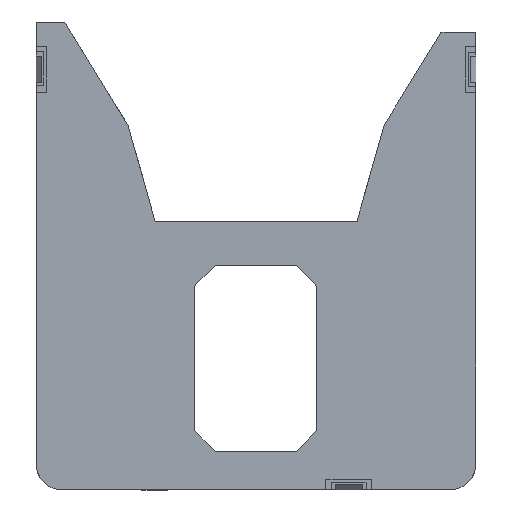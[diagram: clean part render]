
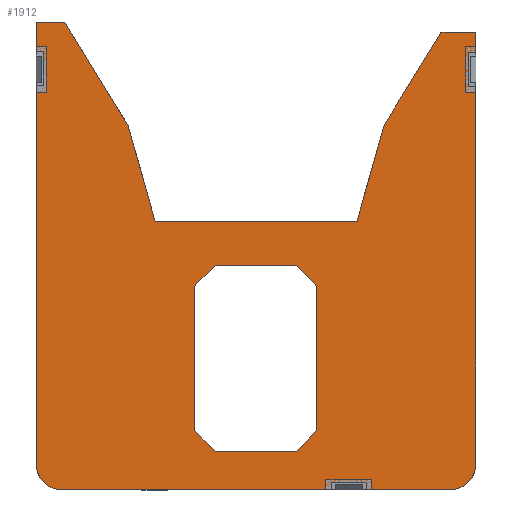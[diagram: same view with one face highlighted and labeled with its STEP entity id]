
A CAD part, top view. The second image highlights one B-rep face of the part: STEP entity #1912.
In plain terms, the highlighted planar face has unit normal (0, 0, 1).
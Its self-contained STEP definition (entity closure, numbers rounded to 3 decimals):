
#1470=CARTESIAN_POINT('',(31.721,57.495,29.5));
#1471=VERTEX_POINT('',#1470);
#1534=CARTESIAN_POINT('',(26.431,76.261,29.5));
#1535=VERTEX_POINT('',#1534);
#1542=CARTESIAN_POINT('',(31.721,57.495,29.5));
#1543=DIRECTION('',(-0.271,0.962,0.));
#1544=VECTOR('',#1543,19.498);
#1545=LINE('',#1542,#1544);
#1546=EDGE_CURVE('',#1471,#1535,#1545,.T.);
#1556=CARTESIAN_POINT('',(71.249,57.495,29.5));
#1557=VERTEX_POINT('',#1556);
#1566=CARTESIAN_POINT('',(76.536,76.268,29.5));
#1567=VERTEX_POINT('',#1566);
#1568=CARTESIAN_POINT('',(76.536,76.268,29.5));
#1569=DIRECTION('',(-0.271,-0.963,0.));
#1570=VECTOR('',#1569,19.503);
#1571=LINE('',#1568,#1570);
#1572=EDGE_CURVE('',#1567,#1557,#1571,.T.);
#1644=CARTESIAN_POINT('',(87.665,94.457,29.5));
#1645=VERTEX_POINT('',#1644);
#1661=CARTESIAN_POINT('',(87.665,94.457,29.5));
#1662=DIRECTION('',(-0.522,-0.853,0.));
#1663=VECTOR('',#1662,21.323);
#1664=LINE('',#1661,#1663);
#1665=EDGE_CURVE('',#1645,#1567,#1664,.T.);
#1670=CARTESIAN_POINT('',(-0.,0.,29.5));
#1671=DIRECTION('',(0.,0.,1.));
#1672=DIRECTION('',(1.,0.,-0.));
#1673=AXIS2_PLACEMENT_3D('',#1670,#1671,#1672);
#1674=PLANE('',#1673);
#1675=CARTESIAN_POINT('',(43.5,48.795,29.5));
#1676=VERTEX_POINT('',#1675);
#1677=CARTESIAN_POINT('',(59.4,48.795,29.5));
#1678=VERTEX_POINT('',#1677);
#1679=CARTESIAN_POINT('',(43.5,48.795,29.5));
#1680=DIRECTION('',(1.,0.,-0.));
#1681=VECTOR('',#1680,15.9);
#1682=LINE('',#1679,#1681);
#1683=EDGE_CURVE('',#1676,#1678,#1682,.T.);
#1684=ORIENTED_EDGE('',*,*,#1683,.T.);
#1685=CARTESIAN_POINT('',(63.4,44.795,29.5));
#1686=VERTEX_POINT('',#1685);
#1687=CARTESIAN_POINT('',(59.4,48.795,29.5));
#1688=DIRECTION('',(0.707,-0.707,-0.));
#1689=VECTOR('',#1688,5.657);
#1690=LINE('',#1687,#1689);
#1691=EDGE_CURVE('',#1678,#1686,#1690,.T.);
#1692=ORIENTED_EDGE('',*,*,#1691,.T.);
#1693=CARTESIAN_POINT('',(63.4,16.458,29.5));
#1694=VERTEX_POINT('',#1693);
#1695=CARTESIAN_POINT('',(63.4,44.795,29.5));
#1696=DIRECTION('',(0.,-1.,0.));
#1697=VECTOR('',#1696,28.337);
#1698=LINE('',#1695,#1697);
#1699=EDGE_CURVE('',#1686,#1694,#1698,.T.);
#1700=ORIENTED_EDGE('',*,*,#1699,.T.);
#1701=CARTESIAN_POINT('',(59.4,12.458,29.5));
#1702=VERTEX_POINT('',#1701);
#1703=CARTESIAN_POINT('',(63.4,16.458,29.5));
#1704=DIRECTION('',(-0.707,-0.707,0.));
#1705=VECTOR('',#1704,5.657);
#1706=LINE('',#1703,#1705);
#1707=EDGE_CURVE('',#1694,#1702,#1706,.T.);
#1708=ORIENTED_EDGE('',*,*,#1707,.T.);
#1709=CARTESIAN_POINT('',(43.5,12.458,29.5));
#1710=VERTEX_POINT('',#1709);
#1711=CARTESIAN_POINT('',(43.5,12.458,29.5));
#1712=DIRECTION('',(1.,0.,-0.));
#1713=VECTOR('',#1712,15.9);
#1714=LINE('',#1711,#1713);
#1715=EDGE_CURVE('',#1710,#1702,#1714,.T.);
#1716=ORIENTED_EDGE('',*,*,#1715,.F.);
#1717=CARTESIAN_POINT('',(39.5,16.458,29.5));
#1718=VERTEX_POINT('',#1717);
#1719=CARTESIAN_POINT('',(43.5,12.458,29.5));
#1720=DIRECTION('',(-0.707,0.707,0.));
#1721=VECTOR('',#1720,5.657);
#1722=LINE('',#1719,#1721);
#1723=EDGE_CURVE('',#1710,#1718,#1722,.T.);
#1724=ORIENTED_EDGE('',*,*,#1723,.T.);
#1725=CARTESIAN_POINT('',(39.5,44.795,29.5));
#1726=VERTEX_POINT('',#1725);
#1727=CARTESIAN_POINT('',(39.5,16.458,29.5));
#1728=DIRECTION('',(0.,1.,0.));
#1729=VECTOR('',#1728,28.337);
#1730=LINE('',#1727,#1729);
#1731=EDGE_CURVE('',#1718,#1726,#1730,.T.);
#1732=ORIENTED_EDGE('',*,*,#1731,.T.);
#1733=CARTESIAN_POINT('',(39.5,44.795,29.5));
#1734=DIRECTION('',(0.707,0.707,-0.));
#1735=VECTOR('',#1734,5.657);
#1736=LINE('',#1733,#1735);
#1737=EDGE_CURVE('',#1726,#1676,#1736,.T.);
#1738=ORIENTED_EDGE('',*,*,#1737,.T.);
#1739=EDGE_LOOP('',(#1684,#1692,#1700,#1708,#1716,#1724,#1732,#1738));
#1740=FACE_BOUND('',#1739,.T.);
#1741=ORIENTED_EDGE('',*,*,#1572,.T.);
#1742=CARTESIAN_POINT('',(71.249,57.495,29.5));
#1743=DIRECTION('',(-1.,0.,0.));
#1744=VECTOR('',#1743,39.528);
#1745=LINE('',#1742,#1744);
#1746=EDGE_CURVE('',#1557,#1471,#1745,.T.);
#1747=ORIENTED_EDGE('',*,*,#1746,.T.);
#1748=ORIENTED_EDGE('',*,*,#1546,.T.);
#1749=CARTESIAN_POINT('',(14.06,96.457,29.5));
#1750=VERTEX_POINT('',#1749);
#1751=CARTESIAN_POINT('',(26.431,76.261,29.5));
#1752=DIRECTION('',(-0.522,0.853,0.));
#1753=VECTOR('',#1752,23.683);
#1754=LINE('',#1751,#1753);
#1755=EDGE_CURVE('',#1535,#1750,#1754,.T.);
#1756=ORIENTED_EDGE('',*,*,#1755,.T.);
#1757=CARTESIAN_POINT('',(8.466,96.457,29.5));
#1758=VERTEX_POINT('',#1757);
#1759=CARTESIAN_POINT('',(14.06,96.457,29.5));
#1760=DIRECTION('',(-1.,0.,0.));
#1761=VECTOR('',#1760,5.594);
#1762=LINE('',#1759,#1761);
#1763=EDGE_CURVE('',#1750,#1758,#1762,.T.);
#1764=ORIENTED_EDGE('',*,*,#1763,.T.);
#1765=CARTESIAN_POINT('',(8.466,90.691,29.5));
#1766=VERTEX_POINT('',#1765);
#1767=CARTESIAN_POINT('',(8.466,96.457,29.5));
#1768=DIRECTION('',(0.,-1.,0.));
#1769=VECTOR('',#1768,5.766);
#1770=LINE('',#1767,#1769);
#1771=EDGE_CURVE('',#1758,#1766,#1770,.T.);
#1772=ORIENTED_EDGE('',*,*,#1771,.T.);
#1773=CARTESIAN_POINT('',(9.966,90.691,29.5));
#1774=VERTEX_POINT('',#1773);
#1775=CARTESIAN_POINT('',(9.966,90.691,29.5));
#1776=DIRECTION('',(-1.,0.,0.));
#1777=VECTOR('',#1776,1.5);
#1778=LINE('',#1775,#1777);
#1779=EDGE_CURVE('',#1774,#1766,#1778,.T.);
#1780=ORIENTED_EDGE('',*,*,#1779,.F.);
#1781=CARTESIAN_POINT('',(9.966,84.091,29.5));
#1782=VERTEX_POINT('',#1781);
#1783=CARTESIAN_POINT('',(9.966,90.691,29.5));
#1784=DIRECTION('',(0.,-1.,0.));
#1785=VECTOR('',#1784,6.6);
#1786=LINE('',#1783,#1785);
#1787=EDGE_CURVE('',#1774,#1782,#1786,.T.);
#1788=ORIENTED_EDGE('',*,*,#1787,.T.);
#1789=CARTESIAN_POINT('',(8.466,84.091,29.5));
#1790=VERTEX_POINT('',#1789);
#1791=CARTESIAN_POINT('',(9.966,84.091,29.5));
#1792=DIRECTION('',(-1.,0.,0.));
#1793=VECTOR('',#1792,1.5);
#1794=LINE('',#1791,#1793);
#1795=EDGE_CURVE('',#1782,#1790,#1794,.T.);
#1796=ORIENTED_EDGE('',*,*,#1795,.T.);
#1797=CARTESIAN_POINT('',(8.466,9.927,29.5));
#1798=VERTEX_POINT('',#1797);
#1799=CARTESIAN_POINT('',(8.466,84.091,29.5));
#1800=DIRECTION('',(0.,-1.,0.));
#1801=VECTOR('',#1800,74.164);
#1802=LINE('',#1799,#1801);
#1803=EDGE_CURVE('',#1790,#1798,#1802,.T.);
#1804=ORIENTED_EDGE('',*,*,#1803,.T.);
#1805=CARTESIAN_POINT('',(13.466,4.927,29.5));
#1806=VERTEX_POINT('',#1805);
#1807=CARTESIAN_POINT('',(13.466,9.927,29.5));
#1808=DIRECTION('',(0.,0.,1.));
#1809=DIRECTION('',(1.,0.,-0.));
#1810=AXIS2_PLACEMENT_3D('',#1807,#1808,#1809);
#1811=CIRCLE('',#1810,5.);
#1812=EDGE_CURVE('',#1798,#1806,#1811,.T.);
#1813=ORIENTED_EDGE('',*,*,#1812,.T.);
#1814=CARTESIAN_POINT('',(66.3,4.927,29.5));
#1815=VERTEX_POINT('',#1814);
#1816=CARTESIAN_POINT('',(13.466,4.927,29.5));
#1817=DIRECTION('',(1.,0.,-0.));
#1818=VECTOR('',#1817,52.834);
#1819=LINE('',#1816,#1818);
#1820=EDGE_CURVE('',#1806,#1815,#1819,.T.);
#1821=ORIENTED_EDGE('',*,*,#1820,.T.);
#1822=CARTESIAN_POINT('',(66.3,6.427,29.5));
#1823=VERTEX_POINT('',#1822);
#1824=CARTESIAN_POINT('',(66.3,6.427,29.5));
#1825=DIRECTION('',(-0.,-1.,0.));
#1826=VECTOR('',#1825,1.5);
#1827=LINE('',#1824,#1826);
#1828=EDGE_CURVE('',#1823,#1815,#1827,.T.);
#1829=ORIENTED_EDGE('',*,*,#1828,.F.);
#1830=CARTESIAN_POINT('',(73.,6.427,29.5));
#1831=VERTEX_POINT('',#1830);
#1832=CARTESIAN_POINT('',(66.3,6.427,29.5));
#1833=DIRECTION('',(1.,-0.,-0.));
#1834=VECTOR('',#1833,6.7);
#1835=LINE('',#1832,#1834);
#1836=EDGE_CURVE('',#1823,#1831,#1835,.T.);
#1837=ORIENTED_EDGE('',*,*,#1836,.T.);
#1838=CARTESIAN_POINT('',(73.,4.927,29.5));
#1839=VERTEX_POINT('',#1838);
#1840=CARTESIAN_POINT('',(73.,4.927,29.5));
#1841=DIRECTION('',(0.,1.,-0.));
#1842=VECTOR('',#1841,1.5);
#1843=LINE('',#1840,#1842);
#1844=EDGE_CURVE('',#1839,#1831,#1843,.T.);
#1845=ORIENTED_EDGE('',*,*,#1844,.F.);
#1846=CARTESIAN_POINT('',(89.482,4.927,29.5));
#1847=VERTEX_POINT('',#1846);
#1848=CARTESIAN_POINT('',(73.,4.927,29.5));
#1849=DIRECTION('',(1.,0.,-0.));
#1850=VECTOR('',#1849,16.482);
#1851=LINE('',#1848,#1850);
#1852=EDGE_CURVE('',#1839,#1847,#1851,.T.);
#1853=ORIENTED_EDGE('',*,*,#1852,.T.);
#1854=CARTESIAN_POINT('',(94.482,9.927,29.5));
#1855=VERTEX_POINT('',#1854);
#1856=CARTESIAN_POINT('',(89.482,9.927,29.5));
#1857=DIRECTION('',(0.,0.,1.));
#1858=DIRECTION('',(1.,0.,-0.));
#1859=AXIS2_PLACEMENT_3D('',#1856,#1857,#1858);
#1860=CIRCLE('',#1859,5.);
#1861=EDGE_CURVE('',#1847,#1855,#1860,.T.);
#1862=ORIENTED_EDGE('',*,*,#1861,.T.);
#1863=CARTESIAN_POINT('',(94.482,83.857,29.5));
#1864=VERTEX_POINT('',#1863);
#1865=CARTESIAN_POINT('',(94.482,9.927,29.5));
#1866=DIRECTION('',(0.,1.,0.));
#1867=VECTOR('',#1866,73.929);
#1868=LINE('',#1865,#1867);
#1869=EDGE_CURVE('',#1855,#1864,#1868,.T.);
#1870=ORIENTED_EDGE('',*,*,#1869,.T.);
#1871=CARTESIAN_POINT('',(92.982,83.857,29.5));
#1872=VERTEX_POINT('',#1871);
#1873=CARTESIAN_POINT('',(92.982,83.857,29.5));
#1874=DIRECTION('',(1.,-0.,-0.));
#1875=VECTOR('',#1874,1.5);
#1876=LINE('',#1873,#1875);
#1877=EDGE_CURVE('',#1872,#1864,#1876,.T.);
#1878=ORIENTED_EDGE('',*,*,#1877,.F.);
#1879=CARTESIAN_POINT('',(92.982,90.557,29.5));
#1880=VERTEX_POINT('',#1879);
#1881=CARTESIAN_POINT('',(92.982,83.857,29.5));
#1882=DIRECTION('',(0.,1.,-0.));
#1883=VECTOR('',#1882,6.7);
#1884=LINE('',#1881,#1883);
#1885=EDGE_CURVE('',#1872,#1880,#1884,.T.);
#1886=ORIENTED_EDGE('',*,*,#1885,.T.);
#1887=CARTESIAN_POINT('',(94.482,90.557,29.5));
#1888=VERTEX_POINT('',#1887);
#1889=CARTESIAN_POINT('',(92.982,90.557,29.5));
#1890=DIRECTION('',(1.,-0.,-0.));
#1891=VECTOR('',#1890,1.5);
#1892=LINE('',#1889,#1891);
#1893=EDGE_CURVE('',#1880,#1888,#1892,.T.);
#1894=ORIENTED_EDGE('',*,*,#1893,.T.);
#1895=CARTESIAN_POINT('',(94.482,94.457,29.5));
#1896=VERTEX_POINT('',#1895);
#1897=CARTESIAN_POINT('',(94.482,90.557,29.5));
#1898=DIRECTION('',(0.,1.,0.));
#1899=VECTOR('',#1898,3.9);
#1900=LINE('',#1897,#1899);
#1901=EDGE_CURVE('',#1888,#1896,#1900,.T.);
#1902=ORIENTED_EDGE('',*,*,#1901,.T.);
#1903=CARTESIAN_POINT('',(94.482,94.457,29.5));
#1904=DIRECTION('',(-1.,0.,0.));
#1905=VECTOR('',#1904,6.817);
#1906=LINE('',#1903,#1905);
#1907=EDGE_CURVE('',#1896,#1645,#1906,.T.);
#1908=ORIENTED_EDGE('',*,*,#1907,.T.);
#1909=ORIENTED_EDGE('',*,*,#1665,.T.);
#1910=EDGE_LOOP('',(#1741,#1747,#1748,#1756,#1764,#1772,#1780,#1788,#1796,#1804,#1813,#1821,#1829,#1837,#1845,#1853,#1862,#1870,#1878,#1886,#1894,#1902,#1908,#1909));
#1911=FACE_BOUND('',#1910,.T.);
#1912=ADVANCED_FACE('',(#1740,#1911),#1674,.T.);
